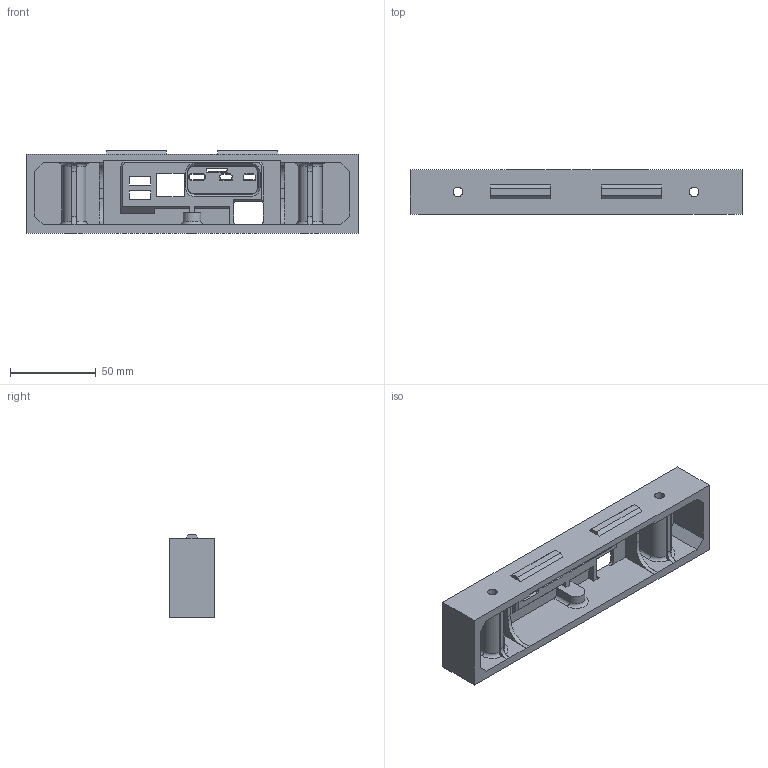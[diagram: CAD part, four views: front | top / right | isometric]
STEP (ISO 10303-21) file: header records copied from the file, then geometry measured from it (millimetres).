
FILE_DESCRIPTION(/* description */ (''),/* implementation_level */ '2;1');
FILE_NAME(/* name */ '02_17__XP__Skirt_Base_MB___V2.0.step',/* time_stamp */ '2025-04-03T11:33:37+02:00',/* author */ (''),/* organization */ (''),/* preprocessor_version */ 'ST-DEVELOPER v20.1',/* originating_system */ 'Autodesk Translation Framework v14.4.0.0',/* authorisation */ '');
FILE_SCHEMA (('AUTOMOTIVE_DESIGN { 1 0 10303 214 3 1 1 }'));
Length unit declared in the file: millimetre
Products named in the file (1): 02_17__XP__Skirt_Base_MB___V2.0
Bounding box: 193.3 x 26 x 48 mm (x, y, z)
Volume: 85685.5 mm3; surface area: 46676.7 mm2
Topology: 1 solids, 1 shells, 219 faces, 560 edges, 350 vertices
Faces by surface type: plane 149, cylinder 38, cone 15, torus 9, bspline 8
Full cylindrical faces by diameter (mm): 4.3 x1, 5.5 x2, 10 x2
Entity records: 7102 total; most frequent: CARTESIAN_POINT 1730, ORIENTED_EDGE 1120, DIRECTION 1060, EDGE_CURVE 560, LINE 436, VECTOR 436, VERTEX_POINT 350, AXIS2_PLACEMENT_3D 312
